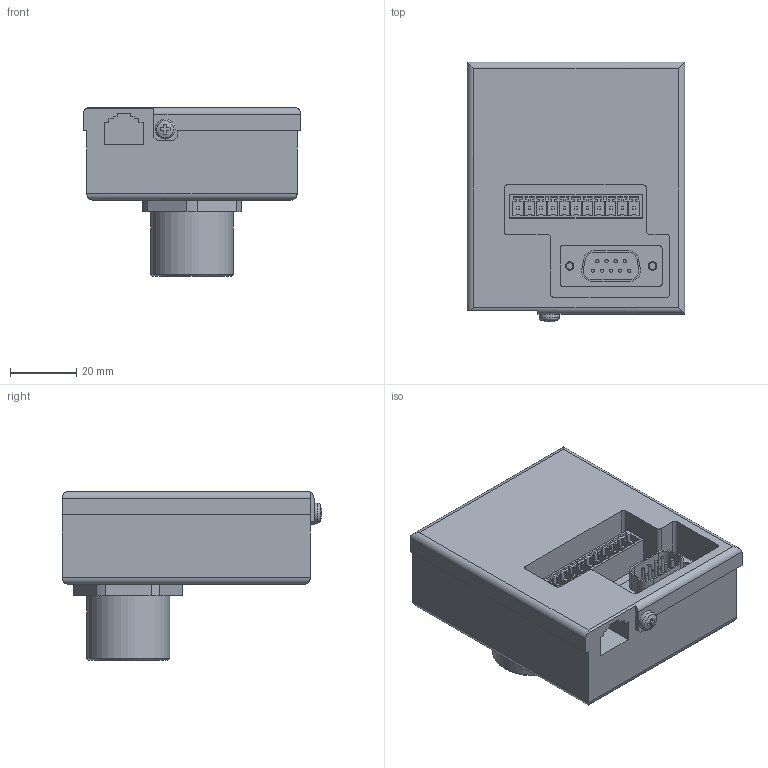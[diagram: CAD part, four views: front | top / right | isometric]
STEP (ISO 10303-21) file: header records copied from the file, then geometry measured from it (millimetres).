
FILE_DESCRIPTION(/* description */ ('STEP AP214'),/* implementation_level */ '2;1');
FILE_NAME(/* name */ '552116_CAMI-C',/* time_stamp */ '2024-08-05T16:25:39+02:00',/* author */ ('License CC BY-ND 4.0'),/* organization */ ('CADENAS'),/* preprocessor_version */ 'ST-DEVELOPER v19.3',/* originating_system */ 'PARTsolutions',/* authorisation */ ' ');
FILE_SCHEMA (('AUTOMOTIVE_DESIGN {1 0 10303 214 3 1 1}'));
Length unit declared in the file: millimetre
Products named in the file (1): 552116 CAMI-C
Bounding box: 65.7 x 78.5 x 51 mm (x, y, z)
Volume: 126545.6 mm3; surface area: 27815.6 mm2
Topology: 1 solids, 1 shells, 402 faces, 1027 edges, 687 vertices
Faces by surface type: plane 321, cylinder 76, cone 3, torus 1, sphere 1
Full cylindrical faces by diameter (mm): 1 x26, 2.013 x2, 6 x1, 19 x1, 25 x1
Entity records: 11739 total; most frequent: CARTESIAN_POINT 2041, ORIENTED_EDGE 1942, DIRECTION 1939, EDGE_CURVE 971, LINE 809, VECTOR 809, VERTEX_POINT 667, AXIS2_PLACEMENT_3D 565
